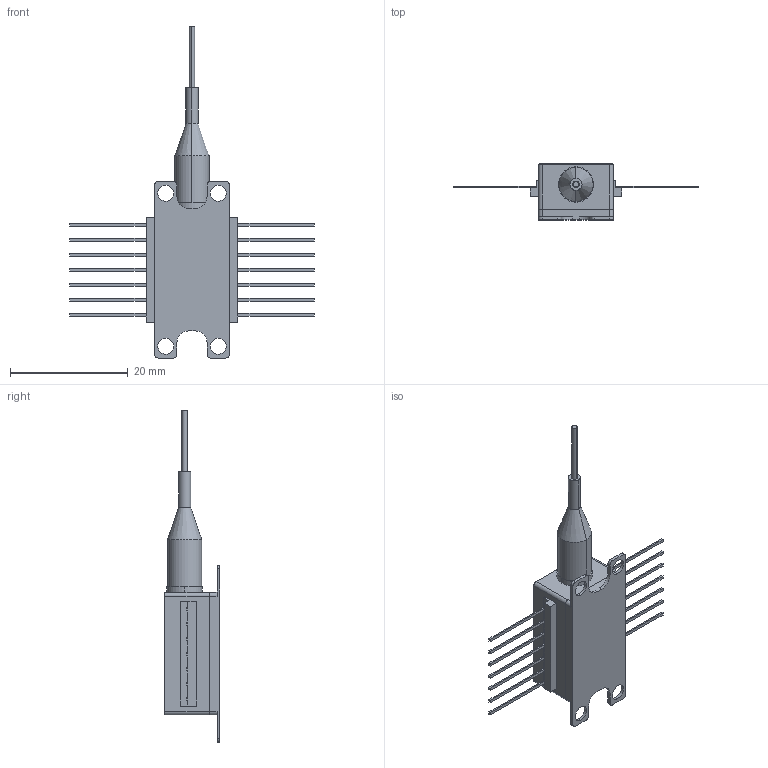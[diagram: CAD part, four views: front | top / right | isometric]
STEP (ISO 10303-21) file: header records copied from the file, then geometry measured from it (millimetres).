
FILE_DESCRIPTION (( 'STEP AP214' ), '1' );
FILE_NAME ('23401-E0W.STEP', '2012-01-19T00:16:00', ( 'User' ), ( 'thorlabs' ), 'SwSTEP 2.0', 'SolidWorks 2011', '' );
FILE_SCHEMA (( 'AUTOMOTIVE_DESIGN' ));
Length unit declared in the file: millimetre
Products named in the file (3): 23401-E0W; 32025-000 Lid (Labelled for TPA850P10); TPA 14pin  butterfly package
Assembly tree (2 placements, depth 2):
  23401-E0W
    32025-000 Lid (Labelled for TPA850P10)
    TPA 14pin  butterfly package
Bounding box: 41.56 x 9.5 x 56.4 mm (x, y, z)
Volume: 62.4 mm3; surface area: 3350.5 mm2
Topology: 1 solids, 25 shells, 409 faces, 1288 edges, 878 vertices
Faces by surface type: plane 278, cylinder 70, bspline 55, torus 4, cone 2
Entity records: 22071 total; most frequent: CARTESIAN_POINT 6486, ORIENTED_EDGE 2222, DIRECTION 2056, EDGE_CURVE 1288, VECTOR 1008, LINE 1008, VERTEX_POINT 878, AXIS2_PLACEMENT_3D 524
